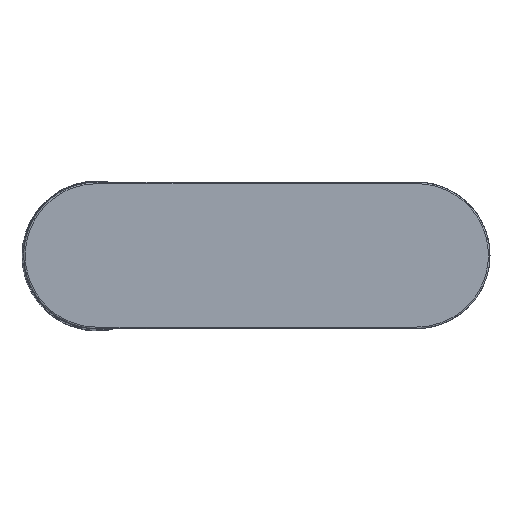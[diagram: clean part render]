
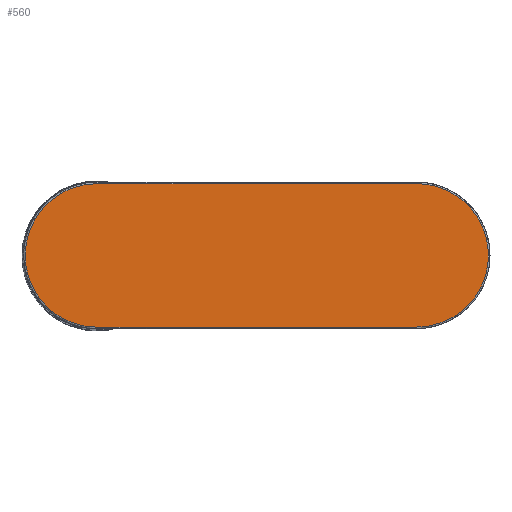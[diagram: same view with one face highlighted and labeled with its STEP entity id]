
A CAD part, top view. The second image highlights one B-rep face of the part: STEP entity #560.
In plain terms, the highlighted planar face has unit normal (0, 0, 1).
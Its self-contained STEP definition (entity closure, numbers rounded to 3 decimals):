
#69=B_SPLINE_CURVE_WITH_KNOTS('',3,(#1420,#1421,#1422,#1423),
 .UNSPECIFIED.,.F.,.F.,(4,4),(0.,1.),.UNSPECIFIED.);
#74=B_SPLINE_CURVE_WITH_KNOTS('',3,(#1471,#1472,#1473,#1474),
 .UNSPECIFIED.,.F.,.F.,(4,4),(0.,1.),.UNSPECIFIED.);
#75=B_SPLINE_CURVE_WITH_KNOTS('',3,(#1495,#1496,#1497,#1498),
 .UNSPECIFIED.,.F.,.F.,(4,4),(0.,1.),.UNSPECIFIED.);
#80=B_SPLINE_CURVE_WITH_KNOTS('',3,(#1597,#1598,#1599,#1600,#1601,#1602,
#1603,#1604,#1605,#1606,#1607),.UNSPECIFIED.,.F.,.F.,(4,1,1,1,1,1,1,1,4),
(0.,0.125,0.25,0.375,0.5,0.625,0.75,0.875,1.),.UNSPECIFIED.);
#93=B_SPLINE_CURVE_WITH_KNOTS('',3,(#1942,#1943,#1944,#1945,#1946,#1947,
#1948,#1949,#1950,#1951,#1952),.UNSPECIFIED.,.F.,.F.,(4,1,1,1,1,1,1,1,4),
(0.,0.125,0.25,0.375,0.5,0.625,0.75,0.875,1.),.UNSPECIFIED.);
#151=PLANE('',#636);
#224=ORIENTED_EDGE('',*,*,#347,.T.);
#225=ORIENTED_EDGE('',*,*,#336,.F.);
#226=ORIENTED_EDGE('',*,*,#341,.T.);
#227=ORIENTED_EDGE('',*,*,#360,.F.);
#228=ORIENTED_EDGE('',*,*,#342,.T.);
#336=EDGE_CURVE('',#421,#422,#69,.F.);
#341=EDGE_CURVE('',#421,#425,#74,.T.);
#342=EDGE_CURVE('',#426,#427,#75,.T.);
#347=EDGE_CURVE('',#427,#422,#80,.T.);
#360=EDGE_CURVE('',#426,#425,#93,.F.);
#421=VERTEX_POINT('',#1424);
#422=VERTEX_POINT('',#1425);
#425=VERTEX_POINT('',#1470);
#426=VERTEX_POINT('',#1499);
#427=VERTEX_POINT('',#1500);
#480=EDGE_LOOP('',(#224,#225,#226,#227,#228));
#516=FACE_BOUND('',#480,.T.);
#560=ADVANCED_FACE('',(#516),#151,.T.);
#636=AXIS2_PLACEMENT_3D('',#1941,#677,#678);
#677=DIRECTION('',(0.,0.,1.));
#678=DIRECTION('',(0.,-1.,0.));
#1420=CARTESIAN_POINT('',(96.,21.52,107.));
#1421=CARTESIAN_POINT('',(91.338,21.52,107.));
#1422=CARTESIAN_POINT('',(86.676,21.52,107.));
#1423=CARTESIAN_POINT('',(82.015,21.52,107.));
#1424=CARTESIAN_POINT('',(82.015,21.52,107.));
#1425=CARTESIAN_POINT('',(96.,21.52,107.));
#1470=CARTESIAN_POINT('',(0.001,21.522,107.));
#1471=CARTESIAN_POINT('',(82.015,21.52,107.));
#1472=CARTESIAN_POINT('',(54.677,21.521,107.));
#1473=CARTESIAN_POINT('',(27.339,21.522,107.));
#1474=CARTESIAN_POINT('',(0.001,21.522,107.));
#1495=CARTESIAN_POINT('',(0.,-21.522,107.));
#1496=CARTESIAN_POINT('',(32.,-21.521,107.));
#1497=CARTESIAN_POINT('',(64.,-21.521,107.));
#1498=CARTESIAN_POINT('',(96.,-21.52,107.));
#1499=CARTESIAN_POINT('',(0.,-21.522,107.));
#1500=CARTESIAN_POINT('',(96.,-21.52,107.));
#1597=CARTESIAN_POINT('',(96.,-21.52,107.));
#1598=CARTESIAN_POINT('',(98.811,-21.52,107.));
#1599=CARTESIAN_POINT('',(104.497,-20.355,107.));
#1600=CARTESIAN_POINT('',(111.652,-15.549,107.));
#1601=CARTESIAN_POINT('',(116.418,-8.402,107.));
#1602=CARTESIAN_POINT('',(118.07,0.002,107.));
#1603=CARTESIAN_POINT('',(116.423,8.402,107.));
#1604=CARTESIAN_POINT('',(111.659,15.546,107.));
#1605=CARTESIAN_POINT('',(104.5,20.353,107.));
#1606=CARTESIAN_POINT('',(98.812,21.52,107.));
#1607=CARTESIAN_POINT('',(96.,21.52,107.));
#1941=CARTESIAN_POINT('',(-22.,25.,107.));
#1942=CARTESIAN_POINT('',(0.,21.522,107.));
#1943=CARTESIAN_POINT('',(-2.809,21.522,107.));
#1944=CARTESIAN_POINT('',(-8.466,20.396,107.));
#1945=CARTESIAN_POINT('',(-15.608,15.618,107.));
#1946=CARTESIAN_POINT('',(-20.402,8.453,107.));
#1947=CARTESIAN_POINT('',(-22.082,0.,107.));
#1948=CARTESIAN_POINT('',(-20.402,-8.453,107.));
#1949=CARTESIAN_POINT('',(-15.608,-15.618,107.));
#1950=CARTESIAN_POINT('',(-8.466,-20.396,107.));
#1951=CARTESIAN_POINT('',(-2.81,-21.522,107.));
#1952=CARTESIAN_POINT('',(0.,-21.522,107.));
